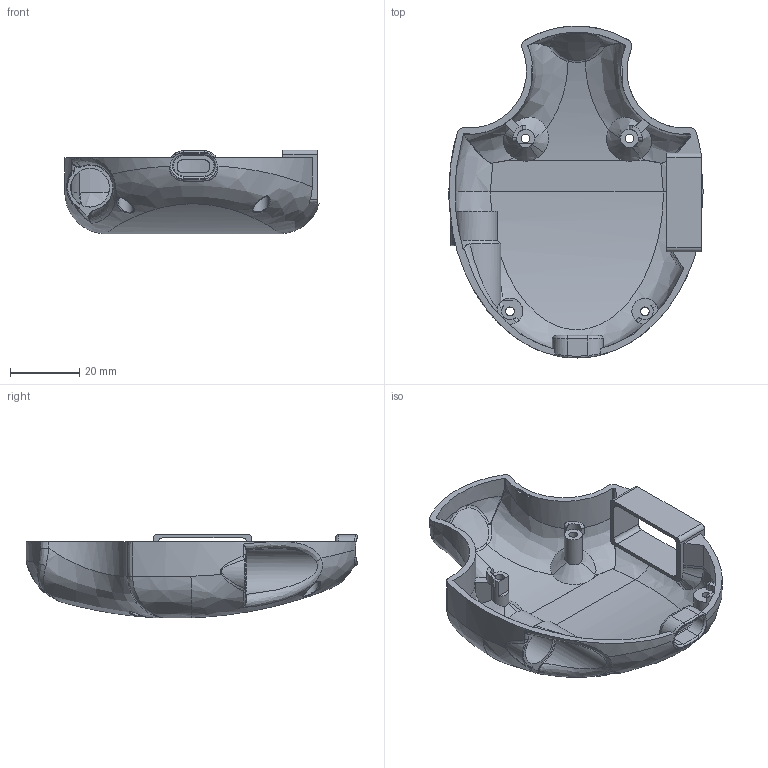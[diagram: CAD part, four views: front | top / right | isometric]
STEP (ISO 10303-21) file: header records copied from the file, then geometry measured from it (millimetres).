
FILE_DESCRIPTION(/* description */ (''),/* implementation_level */ '2;1');
FILE_NAME(/* name */ 'Remote-Bruce-Shell-Bottom.stp',/* time_stamp */ '2021-04-18T19:55:47-07:00',/* author */ ('andre'),/* organization */ (''),/* preprocessor_version */ 'ST-DEVELOPER v17',/* originating_system */ 'Autodesk Inventor 2019',/* authorisation */ '');
FILE_SCHEMA (('AUTOMOTIVE_DESIGN { 1 0 10303 214 3 1 1 }'));
Length unit declared in the file: millimetre
Products named in the file (1): RoboPuck-Shell-Bottom
Bounding box: 73.54 x 95.99 x 24.19 mm (x, y, z)
Volume: 17658.8 mm3; surface area: 20088.7 mm2
Topology: 1 solids, 1 shells, 284 faces, 768 edges, 481 vertices
Faces by surface type: bspline 137, plane 70, cylinder 66, torus 6, cone 5
Full cylindrical faces by diameter (mm): 2.5 x4, 4.6 x4, 11.2 x1
Entity records: 14328 total; most frequent: CARTESIAN_POINT 8241, ORIENTED_EDGE 1524, DIRECTION 837, EDGE_CURVE 762, VERTEX_POINT 483, B_SPLINE_CURVE_WITH_KNOTS 383, AXIS2_PLACEMENT_3D 315, EDGE_LOOP 301
